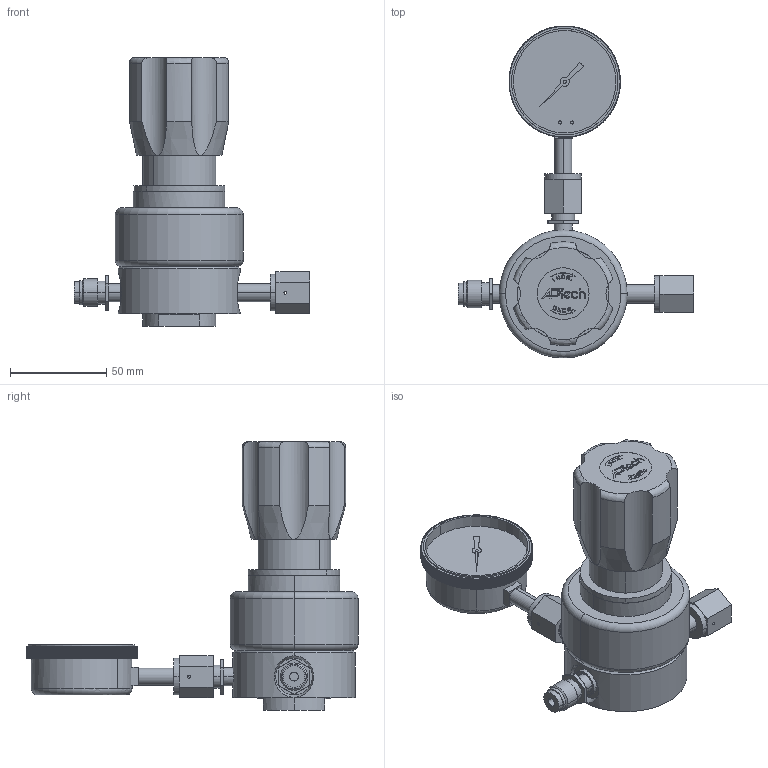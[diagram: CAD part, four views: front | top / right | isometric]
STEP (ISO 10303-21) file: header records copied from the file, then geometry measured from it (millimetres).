
FILE_DESCRIPTION((''),'2;1');
FILE_NAME('M9333-3-V4FM_ASM','2021-08-05T16:58:49',('DLachman'),('MATHESON TRI-GAS'),'CREO PARAMETRIC BY PTC INC, 2018260','CREO PARAMETRIC BY PTC INC, 2018260','');
FILE_SCHEMA(('CONFIG_CONTROL_DESIGN'));
Length unit declared in the file: inch
Products named in the file (8): MREG-1815-SA; ____BODY_NONE; NEEDLE_NONE; GLAND_2; S404-0218; MGAG-0017-SA_ASM; MGSK-0008-NI; M9333-3-V4FM_ASM
Assembly tree (7 placements, depth 3):
  M9333-3-V4FM_ASM
    MREG-1815-SA
    MGAG-0017-SA_ASM
      ____BODY_NONE
      NEEDLE_NONE
      GLAND_2
      S404-0218
    MGSK-0008-NI
Bounding box: 122.56 x 172.62 x 139.73 mm (x, y, z)
Volume: 347066.3 mm3; surface area: 75717.8 mm2
Topology: 8 solids, 9 shells, 1521 faces, 4584 edges, 3152 vertices
Faces by surface type: cylinder 1273, plane 148, cone 42, torus 30, sphere 24, bspline 4
Entity records: 55280 total; most frequent: CARTESIAN_POINT 11664, DIRECTION 9862, ORIENTED_EDGE 9160, EDGE_CURVE 4580, AXIS2_PLACEMENT_3D 4028, VERTEX_POINT 3152, CIRCLE 2492, VECTOR 1806
